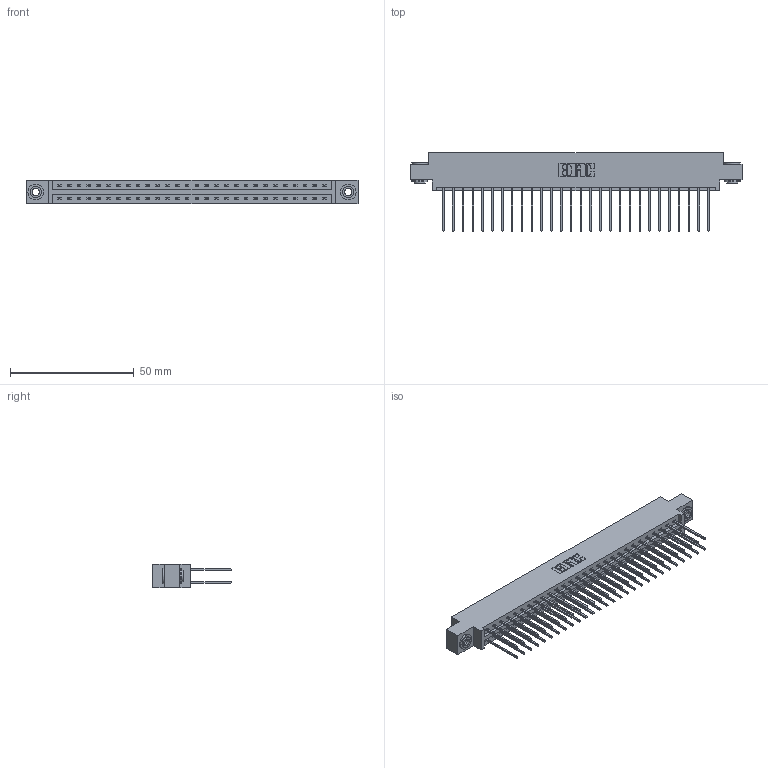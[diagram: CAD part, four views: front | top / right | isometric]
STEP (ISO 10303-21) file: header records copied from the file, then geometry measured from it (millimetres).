
FILE_DESCRIPTION (( 'STEP AP203' ), '1' );
FILE_NAME ('337-056-542-803.STEP', '2019-10-11T19:54:47', ( '' ), ( '' ), 'SwSTEP 2.0', 'SolidWorks 2016', '' );
FILE_SCHEMA (( 'CONFIG_CONTROL_DESIGN' ));
Length unit declared in the file: inch
Products named in the file (4): 337-056-542-803; 345-292-001_345-293-142; 337 Part_0.170 Offset - 0.156 Dia-TH; 345-250-002_345-250-002-102
Assembly tree (59 placements, depth 2):
  337-056-542-803
    337 Part_0.170 Offset - 0.156 Dia-TH
    345-292-001_345-293-142  x56
    345-250-002_345-250-002-102  x2
Bounding box: 133.96 x 31.63 x 9.4 mm (x, y, z)
Volume: 14094.3 mm3; surface area: 17431.3 mm2
Topology: 59 solids, 59 shells, 3180 faces, 9415 edges, 6198 vertices
Faces by surface type: plane 2212, cylinder 960, cone 8
Entity records: 24320 total; most frequent: CARTESIAN_POINT 4085, ORIENTED_EDGE 4014, DIRECTION 3533, EDGE_CURVE 2007, LINE 1855, VECTOR 1855, VERTEX_POINT 1334, AXIS2_PLACEMENT_3D 839
